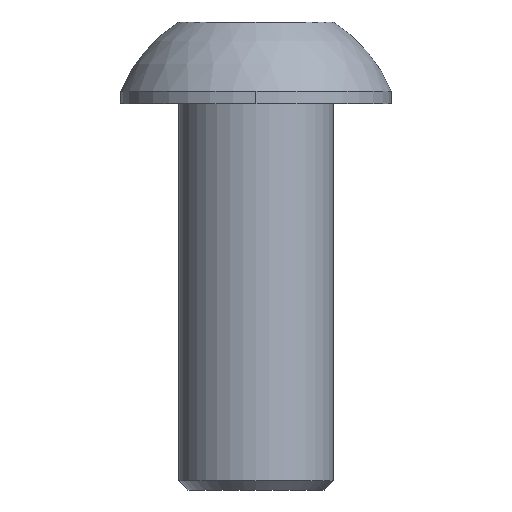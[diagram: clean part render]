
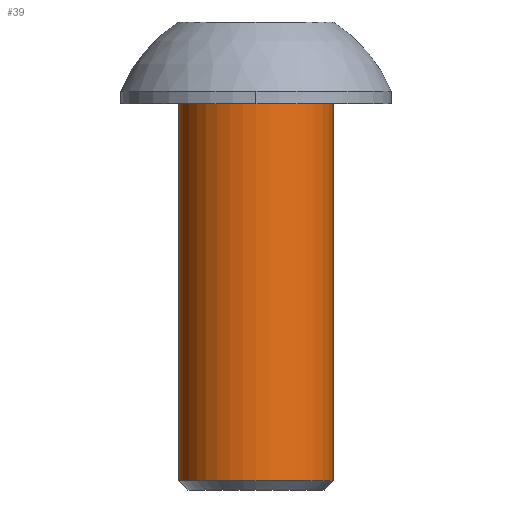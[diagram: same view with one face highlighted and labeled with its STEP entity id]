
A CAD part, left-side view. The second image highlights one B-rep face of the part: STEP entity #39.
In plain terms, the highlighted cylindrical face has radius 3.175 mm (diameter 6.35 mm), a partial arc.
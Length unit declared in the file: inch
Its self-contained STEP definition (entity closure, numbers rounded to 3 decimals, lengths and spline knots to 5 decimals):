
#22 = LINE ( 'NONE', #1421, #1029 ) ;
#30 = CARTESIAN_POINT ( 'NONE',  ( 0., 0.125, -0.742 ) ) ;
#39 = ADVANCED_FACE ( 'NONE', ( #1642 ), #925, .T. ) ;
#113 = DIRECTION ( 'NONE',  ( 0., 0., -1. ) ) ;
#154 = EDGE_CURVE ( 'NONE', #1307, #727, #1342, .T. ) ;
#158 = VECTOR ( 'NONE', #934, 39.37008 ) ;
#222 = EDGE_CURVE ( 'NONE', #1307, #1745, #587, .T. ) ;
#330 = AXIS2_PLACEMENT_3D ( 'NONE', #441, #1551, #1423 ) ;
#390 = CARTESIAN_POINT ( 'NONE',  ( 0., -0.125, 0.22155 ) ) ;
#423 = DIRECTION ( 'NONE',  ( 0., 1., 0. ) ) ;
#424 = AXIS2_PLACEMENT_3D ( 'NONE', #1353, #113, #1650 ) ;
#441 = CARTESIAN_POINT ( 'NONE',  ( 0., 0., -0.132 ) ) ;
#587 = CIRCLE ( 'NONE', #330, 0.125 ) ;
#594 = CIRCLE ( 'NONE', #834, 0.125 ) ;
#703 = ORIENTED_EDGE ( 'NONE', *, *, #222, .T. ) ;
#727 = VERTEX_POINT ( 'NONE', #1487 ) ;
#834 = AXIS2_PLACEMENT_3D ( 'NONE', #1105, #1656, #423 ) ;
#858 = DIRECTION ( 'NONE',  ( 0., 0., -1. ) ) ;
#925 = CYLINDRICAL_SURFACE ( 'NONE', #424, 0.125 ) ;
#934 = DIRECTION ( 'NONE',  ( 0., 0., -1. ) ) ;
#994 = EDGE_CURVE ( 'NONE', #1745, #1136, #22, .T. ) ;
#1029 = VECTOR ( 'NONE', #858, 39.37008 ) ;
#1088 = ORIENTED_EDGE ( 'NONE', *, *, #994, .T. ) ;
#1105 = CARTESIAN_POINT ( 'NONE',  ( 0., 0., -0.742 ) ) ;
#1136 = VERTEX_POINT ( 'NONE', #30 ) ;
#1181 = ORIENTED_EDGE ( 'NONE', *, *, #154, .F. ) ;
#1307 = VERTEX_POINT ( 'NONE', #1486 ) ;
#1342 = LINE ( 'NONE', #390, #158 ) ;
#1345 = EDGE_LOOP ( 'NONE', ( #1181, #703, #1088, #1726 ) ) ;
#1353 = CARTESIAN_POINT ( 'NONE',  ( 0., 0., 0.22155 ) ) ;
#1421 = CARTESIAN_POINT ( 'NONE',  ( 0., 0.125, 0.22155 ) ) ;
#1423 = DIRECTION ( 'NONE',  ( 1., 0., 0. ) ) ;
#1486 = CARTESIAN_POINT ( 'NONE',  ( 0., -0.125, -0.132 ) ) ;
#1487 = CARTESIAN_POINT ( 'NONE',  ( 0., -0.125, -0.742 ) ) ;
#1551 = DIRECTION ( 'NONE',  ( 0., 0., -1. ) ) ;
#1618 = EDGE_CURVE ( 'NONE', #1136, #727, #594, .T. ) ;
#1642 = FACE_OUTER_BOUND ( 'NONE', #1345, .T. ) ;
#1650 = DIRECTION ( 'NONE',  ( 0., 1., 0. ) ) ;
#1656 = DIRECTION ( 'NONE',  ( 0., 0., 1. ) ) ;
#1690 = CARTESIAN_POINT ( 'NONE',  ( 0., 0.125, -0.132 ) ) ;
#1726 = ORIENTED_EDGE ( 'NONE', *, *, #1618, .T. ) ;
#1745 = VERTEX_POINT ( 'NONE', #1690 ) ;
